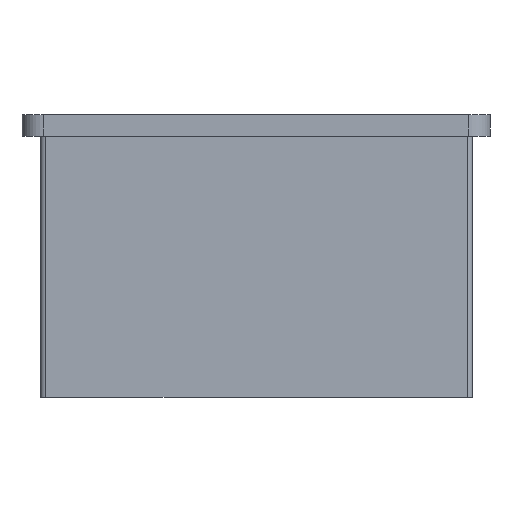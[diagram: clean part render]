
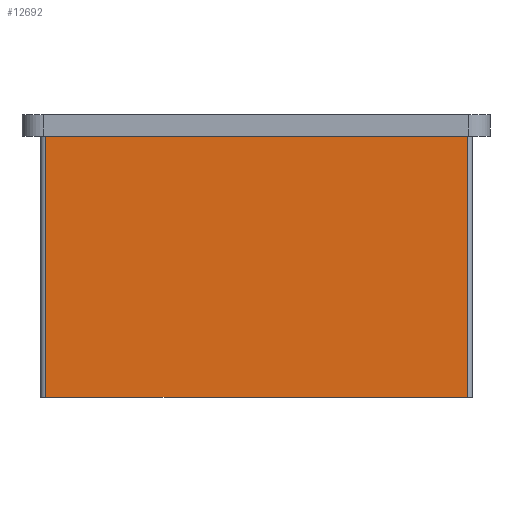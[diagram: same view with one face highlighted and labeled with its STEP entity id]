
A CAD part, left-side view. The second image highlights one B-rep face of the part: STEP entity #12692.
In plain terms, the highlighted planar face has unit normal (-1, 0, 0).
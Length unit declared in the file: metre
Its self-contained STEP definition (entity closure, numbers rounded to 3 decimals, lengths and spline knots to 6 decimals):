
#608=ORIENTED_EDGE('',*,*,#4152,.F.);
#609=ORIENTED_EDGE('',*,*,#4153,.F.);
#610=ORIENTED_EDGE('',*,*,#4154,.F.);
#611=ORIENTED_EDGE('',*,*,#4090,.F.);
#4090=EDGE_CURVE('',#5869,#5870,#7059,.T.);
#4152=EDGE_CURVE('',#5917,#5869,#7107,.T.);
#4153=EDGE_CURVE('',#5918,#5917,#7108,.T.);
#4154=EDGE_CURVE('',#5870,#5918,#7109,.T.);
#5869=VERTEX_POINT('',#21110);
#5870=VERTEX_POINT('',#21112);
#5917=VERTEX_POINT('',#21235);
#5918=VERTEX_POINT('',#21237);
#7059=LINE('',#21111,#8478);
#7107=LINE('',#21234,#8526);
#7108=LINE('',#21236,#8527);
#7109=LINE('',#21238,#8528);
#8478=VECTOR('',#18237,1.);
#8526=VECTOR('',#18341,1.);
#8527=VECTOR('',#18342,1.);
#8528=VECTOR('',#18343,1.);
#9911=EDGE_LOOP('',(#608,#609,#610,#611));
#10694=FACE_BOUND('',#9911,.T.);
#11475=PLANE('',#17531);
#12692=ADVANCED_FACE('',(#10694),#11475,.T.);
#17531=AXIS2_PLACEMENT_3D('',#21233,#18339,#18340);
#18237=DIRECTION('',(0.,-1.,0.));
#18339=DIRECTION('',(-1.,0.,0.));
#18340=DIRECTION('',(0.,0.,1.));
#18341=DIRECTION('',(0.,0.,1.));
#18342=DIRECTION('',(0.,1.,0.));
#18343=DIRECTION('',(0.,0.,-1.));
#21110=CARTESIAN_POINT('',(-0.0365,0.0193,-0.002));
#21111=CARTESIAN_POINT('',(-0.0365,-0.00725,-0.002));
#21112=CARTESIAN_POINT('',(-0.0365,-0.0194,-0.002));
#21233=CARTESIAN_POINT('',(-0.0365,-0.0145,-0.002));
#21234=CARTESIAN_POINT('',(-0.0365,0.0193,-0.002));
#21235=CARTESIAN_POINT('',(-0.0365,0.0193,-0.026));
#21236=CARTESIAN_POINT('',(-0.0365,-0.0145,-0.026));
#21237=CARTESIAN_POINT('',(-0.0365,-0.0194,-0.026));
#21238=CARTESIAN_POINT('',(-0.0365,-0.0194,-0.002));
